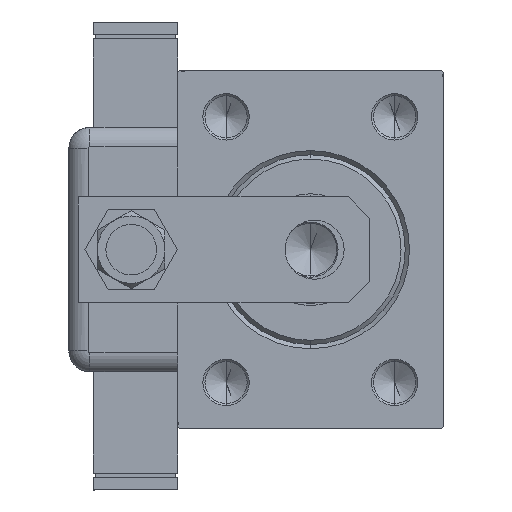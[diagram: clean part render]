
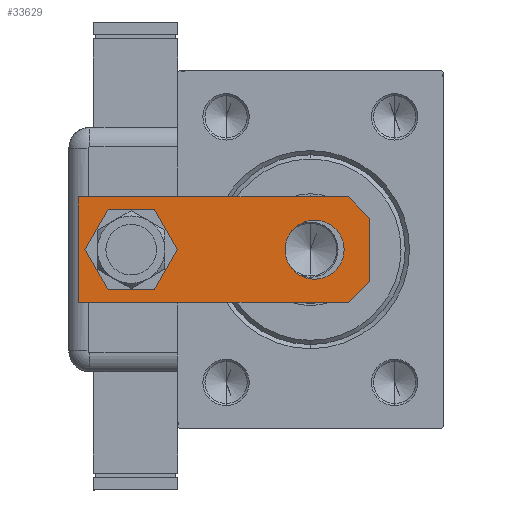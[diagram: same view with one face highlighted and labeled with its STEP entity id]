
A CAD part, left-side view. The second image highlights one B-rep face of the part: STEP entity #33629.
In plain terms, the highlighted face is planar.
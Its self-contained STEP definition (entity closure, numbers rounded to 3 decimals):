
#305 = EDGE_CURVE ( 'NONE', #52778, #45743, #47713, .T. ) ;
#922 = EDGE_CURVE ( 'NONE', #45655, #9056, #42495, .T. ) ;
#1160 = ORIENTED_EDGE ( 'NONE', *, *, #49756, .T. ) ;
#1248 = EDGE_CURVE ( 'NONE', #10051, #48508, #22710, .T. ) ;
#1617 = DIRECTION ( 'NONE',  ( 0., 0., 1. ) ) ;
#1909 = CARTESIAN_POINT ( 'NONE',  ( 0., 56.5, 0. ) ) ;
#2586 = VECTOR ( 'NONE', #10925, 1000. ) ;
#2660 = CARTESIAN_POINT ( 'NONE',  ( 12.5, 0., 0. ) ) ;
#2708 = EDGE_CURVE ( 'NONE', #45743, #52778, #55486, .T. ) ;
#5967 = VECTOR ( 'NONE', #60125, 1000. ) ;
#7973 = EDGE_LOOP ( 'NONE', ( #34171, #49802 ) ) ;
#8675 = EDGE_CURVE ( 'NONE', #42987, #10051, #30320, .T. ) ;
#8703 = ORIENTED_EDGE ( 'NONE', *, *, #8675, .F. ) ;
#8745 = DIRECTION ( 'NONE',  ( 0., 0., 1. ) ) ;
#8982 = VECTOR ( 'NONE', #42213, 1000. ) ;
#9056 = VERTEX_POINT ( 'NONE', #23857 ) ;
#9410 = CARTESIAN_POINT ( 'NONE',  ( -12.5, 0., 0. ) ) ;
#9527 = EDGE_CURVE ( 'NONE', #21136, #14184, #32411, .T. ) ;
#10051 = VERTEX_POINT ( 'NONE', #42990 ) ;
#10327 = FACE_BOUND ( 'NONE', #26744, .T. ) ;
#10925 = DIRECTION ( 'NONE',  ( 0., -1., 0. ) ) ;
#12241 = DIRECTION ( 'NONE',  ( 0., 0., 1. ) ) ;
#13810 = CARTESIAN_POINT ( 'NONE',  ( 7., 13., 0. ) ) ;
#14184 = VERTEX_POINT ( 'NONE', #42134 ) ;
#14896 = CARTESIAN_POINT ( 'NONE',  ( -7.5, 0., 0. ) ) ;
#15340 = ORIENTED_EDGE ( 'NONE', *, *, #305, .T. ) ;
#19190 = CARTESIAN_POINT ( 'NONE',  ( -12.5, 69., 0. ) ) ;
#19766 = AXIS2_PLACEMENT_3D ( 'NONE', #21632, #58742, #40765 ) ;
#20595 = EDGE_CURVE ( 'NONE', #48508, #49357, #44042, .T. ) ;
#21136 = VERTEX_POINT ( 'NONE', #13810 ) ;
#21632 = CARTESIAN_POINT ( 'NONE',  ( 0., 13., 0. ) ) ;
#22078 = ORIENTED_EDGE ( 'NONE', *, *, #2708, .T. ) ;
#22710 = LINE ( 'NONE', #23885, #5967 ) ;
#22724 = CARTESIAN_POINT ( 'NONE',  ( 0., 13., 0. ) ) ;
#23389 = AXIS2_PLACEMENT_3D ( 'NONE', #38388, #1617, #56956 ) ;
#23857 = CARTESIAN_POINT ( 'NONE',  ( 7.5, 0., 0. ) ) ;
#23885 = CARTESIAN_POINT ( 'NONE',  ( 12.5, 69., 0. ) ) ;
#24567 = EDGE_CURVE ( 'NONE', #42987, #9056, #44935, .T. ) ;
#24589 = FACE_OUTER_BOUND ( 'NONE', #26898, .T. ) ;
#26697 = DIRECTION ( 'NONE',  ( -0.707, -0.707, 0. ) ) ;
#26744 = EDGE_LOOP ( 'NONE', ( #22078, #15340 ) ) ;
#26898 = EDGE_LOOP ( 'NONE', ( #47920, #1160, #41995, #47349, #8703, #48663 ) ) ;
#28485 = EDGE_CURVE ( 'NONE', #14184, #21136, #58968, .T. ) ;
#28846 = PLANE ( 'NONE',  #49247 ) ;
#29753 = CARTESIAN_POINT ( 'NONE',  ( -12.5, 69., 0. ) ) ;
#30320 = LINE ( 'NONE', #2660, #43006 ) ;
#31886 = CARTESIAN_POINT ( 'NONE',  ( -7., 56.5, 0. ) ) ;
#32411 = CIRCLE ( 'NONE', #19766, 7. ) ;
#33149 = VECTOR ( 'NONE', #46176, 1000. ) ;
#33629 = ADVANCED_FACE ( 'NONE', ( #24589, #10327, #51961 ), #28846, .F. ) ;
#33798 = VECTOR ( 'NONE', #26697, 1000. ) ;
#34171 = ORIENTED_EDGE ( 'NONE', *, *, #28485, .T. ) ;
#38388 = CARTESIAN_POINT ( 'NONE',  ( 0., 56.5, 0. ) ) ;
#39591 = DIRECTION ( 'NONE',  ( 1., 0., 0. ) ) ;
#39741 = DIRECTION ( 'NONE',  ( 0., 1., 0. ) ) ;
#40386 = CARTESIAN_POINT ( 'NONE',  ( 0., 0., 0. ) ) ;
#40684 = DIRECTION ( 'NONE',  ( 1., 0., 0. ) ) ;
#40765 = DIRECTION ( 'NONE',  ( 1., 0., 0. ) ) ;
#41401 = CARTESIAN_POINT ( 'NONE',  ( -12.5, 5., 0. ) ) ;
#41995 = ORIENTED_EDGE ( 'NONE', *, *, #20595, .F. ) ;
#42134 = CARTESIAN_POINT ( 'NONE',  ( -7., 13., 0. ) ) ;
#42213 = DIRECTION ( 'NONE',  ( -0.707, 0.707, 0. ) ) ;
#42495 = LINE ( 'NONE', #9410, #33149 ) ;
#42987 = VERTEX_POINT ( 'NONE', #60040 ) ;
#42990 = CARTESIAN_POINT ( 'NONE',  ( 12.5, 69., 0. ) ) ;
#43006 = VECTOR ( 'NONE', #39741, 1000. ) ;
#44042 = LINE ( 'NONE', #29753, #2586 ) ;
#44935 = LINE ( 'NONE', #59558, #33798 ) ;
#45232 = DIRECTION ( 'NONE',  ( 0., 0., 1. ) ) ;
#45655 = VERTEX_POINT ( 'NONE', #14896 ) ;
#45743 = VERTEX_POINT ( 'NONE', #31886 ) ;
#46176 = DIRECTION ( 'NONE',  ( 1., 0., 0. ) ) ;
#47275 = AXIS2_PLACEMENT_3D ( 'NONE', #22724, #8745, #50704 ) ;
#47344 = LINE ( 'NONE', #57400, #8982 ) ;
#47349 = ORIENTED_EDGE ( 'NONE', *, *, #1248, .F. ) ;
#47713 = CIRCLE ( 'NONE', #53414, 7. ) ;
#47920 = ORIENTED_EDGE ( 'NONE', *, *, #922, .F. ) ;
#48508 = VERTEX_POINT ( 'NONE', #19190 ) ;
#48663 = ORIENTED_EDGE ( 'NONE', *, *, #24567, .T. ) ;
#49247 = AXIS2_PLACEMENT_3D ( 'NONE', #40386, #45232, #40684 ) ;
#49357 = VERTEX_POINT ( 'NONE', #41401 ) ;
#49756 = EDGE_CURVE ( 'NONE', #45655, #49357, #47344, .T. ) ;
#49802 = ORIENTED_EDGE ( 'NONE', *, *, #9527, .T. ) ;
#50704 = DIRECTION ( 'NONE',  ( 1., 0., 0. ) ) ;
#51961 = FACE_BOUND ( 'NONE', #7973, .T. ) ;
#52778 = VERTEX_POINT ( 'NONE', #55754 ) ;
#53414 = AXIS2_PLACEMENT_3D ( 'NONE', #1909, #12241, #39591 ) ;
#55486 = CIRCLE ( 'NONE', #23389, 7. ) ;
#55754 = CARTESIAN_POINT ( 'NONE',  ( 7., 56.5, 0. ) ) ;
#56956 = DIRECTION ( 'NONE',  ( 1., 0., 0. ) ) ;
#57400 = CARTESIAN_POINT ( 'NONE',  ( -7.5, 0., 0. ) ) ;
#58742 = DIRECTION ( 'NONE',  ( 0., 0., 1. ) ) ;
#58968 = CIRCLE ( 'NONE', #47275, 7. ) ;
#59558 = CARTESIAN_POINT ( 'NONE',  ( 12.5, 5., 0. ) ) ;
#60040 = CARTESIAN_POINT ( 'NONE',  ( 12.5, 5., 0. ) ) ;
#60125 = DIRECTION ( 'NONE',  ( -1., 0., 0. ) ) ;
